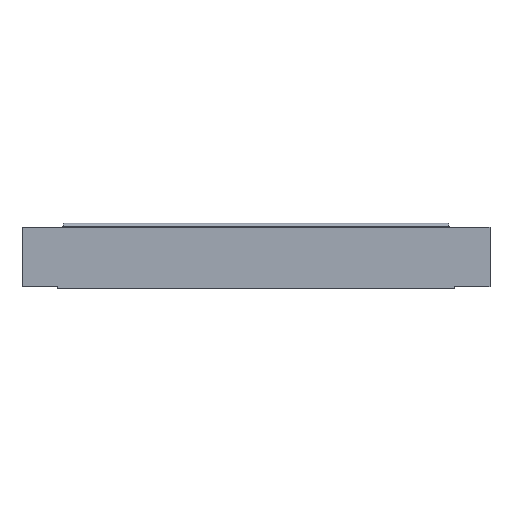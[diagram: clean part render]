
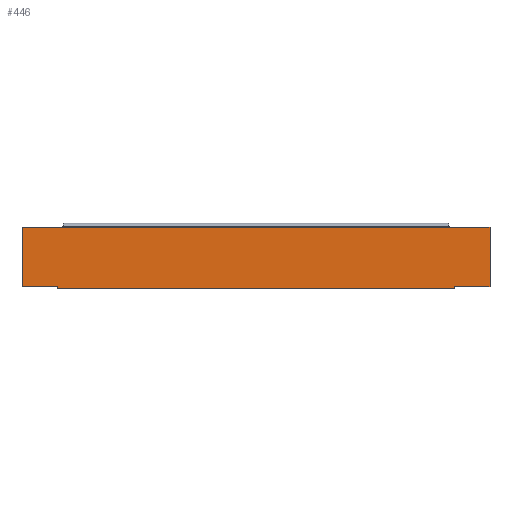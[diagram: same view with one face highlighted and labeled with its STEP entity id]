
A CAD part, top view. The second image highlights one B-rep face of the part: STEP entity #446.
In plain terms, the highlighted planar face has unit normal (0, 0, 1).
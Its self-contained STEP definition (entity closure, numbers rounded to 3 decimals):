
#3 = DIRECTION ( 'NONE',  ( 0., 1., 0. ) ) ;
#4 = EDGE_CURVE ( 'NONE', #833, #266, #425, .T. ) ;
#23 = EDGE_CURVE ( 'NONE', #243, #436, #61, .T. ) ;
#28 = ORIENTED_EDGE ( 'NONE', *, *, #687, .T. ) ;
#31 = CARTESIAN_POINT ( 'NONE',  ( 294., -3., 1. ) ) ;
#38 = VECTOR ( 'NONE', #327, 1000. ) ;
#39 = VERTEX_POINT ( 'NONE', #588 ) ;
#44 = CARTESIAN_POINT ( 'NONE',  ( 347.5, 88., 1. ) ) ;
#48 = CARTESIAN_POINT ( 'NONE',  ( 347.5, 0., 1. ) ) ;
#58 = CARTESIAN_POINT ( 'NONE',  ( -347.5, 0., 1. ) ) ;
#61 = LINE ( 'NONE', #645, #756 ) ;
#68 = CARTESIAN_POINT ( 'NONE',  ( -347.5, 0., 1. ) ) ;
#71 = CARTESIAN_POINT ( 'NONE',  ( -296., -1., 1. ) ) ;
#72 = VECTOR ( 'NONE', #609, 1000. ) ;
#82 = CIRCLE ( 'NONE', #110, 1. ) ;
#100 = CARTESIAN_POINT ( 'NONE',  ( 347.5, 0., 1. ) ) ;
#101 = EDGE_CURVE ( 'NONE', #680, #478, #515, .T. ) ;
#109 = CARTESIAN_POINT ( 'NONE',  ( 288.5, 90., 1. ) ) ;
#110 = AXIS2_PLACEMENT_3D ( 'NONE', #568, #161, #631 ) ;
#117 = VERTEX_POINT ( 'NONE', #325 ) ;
#124 = CARTESIAN_POINT ( 'NONE',  ( -288.5, 90., 1. ) ) ;
#129 = ORIENTED_EDGE ( 'NONE', *, *, #800, .T. ) ;
#140 = DIRECTION ( 'NONE',  ( -1., 0., 0. ) ) ;
#143 = EDGE_CURVE ( 'NONE', #573, #117, #293, .T. ) ;
#149 = LINE ( 'NONE', #322, #441 ) ;
#150 = VERTEX_POINT ( 'NONE', #801 ) ;
#151 = ORIENTED_EDGE ( 'NONE', *, *, #229, .T. ) ;
#152 = CARTESIAN_POINT ( 'NONE',  ( -296., 0., 1. ) ) ;
#154 = AXIS2_PLACEMENT_3D ( 'NONE', #700, #764, #368 ) ;
#157 = ORIENTED_EDGE ( 'NONE', *, *, #23, .F. ) ;
#161 = DIRECTION ( 'NONE',  ( 0., 0., -1. ) ) ;
#164 = DIRECTION ( 'NONE',  ( -1., 0., 0. ) ) ;
#168 = VERTEX_POINT ( 'NONE', #334 ) ;
#176 = LINE ( 'NONE', #199, #516 ) ;
#189 = ORIENTED_EDGE ( 'NONE', *, *, #143, .T. ) ;
#194 = DIRECTION ( 'NONE',  ( -1., 0., 0. ) ) ;
#198 = VECTOR ( 'NONE', #164, 1000. ) ;
#199 = CARTESIAN_POINT ( 'NONE',  ( -294., -3., 1. ) ) ;
#216 = ORIENTED_EDGE ( 'NONE', *, *, #448, .T. ) ;
#225 = ORIENTED_EDGE ( 'NONE', *, *, #855, .T. ) ;
#229 = EDGE_CURVE ( 'NONE', #680, #640, #433, .T. ) ;
#230 = CARTESIAN_POINT ( 'NONE',  ( -288.5, 88., 1. ) ) ;
#231 = AXIS2_PLACEMENT_3D ( 'NONE', #124, #600, #194 ) ;
#243 = VERTEX_POINT ( 'NONE', #812 ) ;
#244 = ORIENTED_EDGE ( 'NONE', *, *, #480, .T. ) ;
#254 = CARTESIAN_POINT ( 'NONE',  ( 347.5, 0., 1. ) ) ;
#257 = CARTESIAN_POINT ( 'NONE',  ( 288.5, 88., 1. ) ) ;
#265 = LINE ( 'NONE', #257, #804 ) ;
#266 = VERTEX_POINT ( 'NONE', #347 ) ;
#271 = EDGE_CURVE ( 'NONE', #117, #168, #749, .T. ) ;
#280 = ORIENTED_EDGE ( 'NONE', *, *, #736, .F. ) ;
#283 = AXIS2_PLACEMENT_3D ( 'NONE', #109, #513, #713 ) ;
#293 = CIRCLE ( 'NONE', #636, 1. ) ;
#298 = CARTESIAN_POINT ( 'NONE',  ( 296., 0., 1. ) ) ;
#299 = CARTESIAN_POINT ( 'NONE',  ( -294., -2., 1. ) ) ;
#313 = CARTESIAN_POINT ( 'NONE',  ( -295., -1., 1. ) ) ;
#320 = ORIENTED_EDGE ( 'NONE', *, *, #782, .F. ) ;
#322 = CARTESIAN_POINT ( 'NONE',  ( 347.5, 89., 1. ) ) ;
#323 = DIRECTION ( 'NONE',  ( -1., 0., 0. ) ) ;
#325 = CARTESIAN_POINT ( 'NONE',  ( 295., -2., 1. ) ) ;
#327 = DIRECTION ( 'NONE',  ( 0., 1., 0. ) ) ;
#334 = CARTESIAN_POINT ( 'NONE',  ( 295., -1., 1. ) ) ;
#337 = AXIS2_PLACEMENT_3D ( 'NONE', #299, #773, #371 ) ;
#338 = CARTESIAN_POINT ( 'NONE',  ( 347.5, 0., 1. ) ) ;
#347 = CARTESIAN_POINT ( 'NONE',  ( 286.768, 89., 1. ) ) ;
#359 = CARTESIAN_POINT ( 'NONE',  ( -286.768, 89., 1. ) ) ;
#368 = DIRECTION ( 'NONE',  ( 1., 0., 0. ) ) ;
#371 = DIRECTION ( 'NONE',  ( 1., 0., 0. ) ) ;
#375 = VERTEX_POINT ( 'NONE', #152 ) ;
#393 = VERTEX_POINT ( 'NONE', #359 ) ;
#394 = ORIENTED_EDGE ( 'NONE', *, *, #702, .T. ) ;
#398 = CARTESIAN_POINT ( 'NONE',  ( 294., -2., 1. ) ) ;
#402 = CIRCLE ( 'NONE', #337, 1. ) ;
#425 = CIRCLE ( 'NONE', #283, 2. ) ;
#426 = LINE ( 'NONE', #733, #739 ) ;
#430 = PLANE ( 'NONE',  #154 ) ;
#433 = LINE ( 'NONE', #338, #72 ) ;
#434 = ORIENTED_EDGE ( 'NONE', *, *, #101, .F. ) ;
#436 = VERTEX_POINT ( 'NONE', #230 ) ;
#441 = VECTOR ( 'NONE', #596, 1000. ) ;
#446 = ADVANCED_FACE ( 'NONE', ( #602 ), #430, .T. ) ;
#448 = EDGE_CURVE ( 'NONE', #168, #478, #82, .T. ) ;
#462 = DIRECTION ( 'NONE',  ( 1., 0., 0. ) ) ;
#478 = VERTEX_POINT ( 'NONE', #298 ) ;
#480 = EDGE_CURVE ( 'NONE', #150, #39, #402, .T. ) ;
#481 = CARTESIAN_POINT ( 'NONE',  ( 295., -1., 1. ) ) ;
#486 = ORIENTED_EDGE ( 'NONE', *, *, #763, .T. ) ;
#502 = EDGE_CURVE ( 'NONE', #375, #843, #755, .T. ) ;
#513 = DIRECTION ( 'NONE',  ( 0., 0., -1. ) ) ;
#515 = LINE ( 'NONE', #254, #851 ) ;
#516 = VECTOR ( 'NONE', #741, 1000. ) ;
#549 = DIRECTION ( 'NONE',  ( 0., 0., -1. ) ) ;
#563 = LINE ( 'NONE', #58, #38 ) ;
#568 = CARTESIAN_POINT ( 'NONE',  ( 296., -1., 1. ) ) ;
#571 = VECTOR ( 'NONE', #3, 1000. ) ;
#573 = VERTEX_POINT ( 'NONE', #31 ) ;
#581 = CIRCLE ( 'NONE', #231, 2. ) ;
#588 = CARTESIAN_POINT ( 'NONE',  ( -294., -3., 1. ) ) ;
#593 = AXIS2_PLACEMENT_3D ( 'NONE', #71, #549, #140 ) ;
#596 = DIRECTION ( 'NONE',  ( -1., 0., 0. ) ) ;
#600 = DIRECTION ( 'NONE',  ( 0., 0., 1. ) ) ;
#602 = FACE_OUTER_BOUND ( 'NONE', #633, .T. ) ;
#609 = DIRECTION ( 'NONE',  ( 0., 1., 0. ) ) ;
#616 = ORIENTED_EDGE ( 'NONE', *, *, #4, .T. ) ;
#625 = VERTEX_POINT ( 'NONE', #313 ) ;
#631 = DIRECTION ( 'NONE',  ( 1., 0., 0. ) ) ;
#633 = EDGE_LOOP ( 'NONE', ( #151, #394, #616, #28, #280, #157, #320, #881, #225, #486, #244, #129, #189, #668, #216, #434 ) ) ;
#636 = AXIS2_PLACEMENT_3D ( 'NONE', #398, #870, #462 ) ;
#640 = VERTEX_POINT ( 'NONE', #44 ) ;
#645 = CARTESIAN_POINT ( 'NONE',  ( -288.5, 88., 1. ) ) ;
#651 = CIRCLE ( 'NONE', #593, 1. ) ;
#666 = DIRECTION ( 'NONE',  ( 0., -1., 0. ) ) ;
#668 = ORIENTED_EDGE ( 'NONE', *, *, #271, .T. ) ;
#680 = VERTEX_POINT ( 'NONE', #48 ) ;
#687 = EDGE_CURVE ( 'NONE', #266, #393, #149, .T. ) ;
#700 = CARTESIAN_POINT ( 'NONE',  ( 347.5, 0., 1. ) ) ;
#702 = EDGE_CURVE ( 'NONE', #640, #833, #265, .T. ) ;
#713 = DIRECTION ( 'NONE',  ( 1., 0., 0. ) ) ;
#733 = CARTESIAN_POINT ( 'NONE',  ( -295., -1., 1. ) ) ;
#736 = EDGE_CURVE ( 'NONE', #436, #393, #581, .T. ) ;
#739 = VECTOR ( 'NONE', #666, 1000. ) ;
#741 = DIRECTION ( 'NONE',  ( 1., 0., 0. ) ) ;
#749 = LINE ( 'NONE', #481, #571 ) ;
#755 = LINE ( 'NONE', #100, #198 ) ;
#756 = VECTOR ( 'NONE', #786, 1000. ) ;
#763 = EDGE_CURVE ( 'NONE', #625, #150, #426, .T. ) ;
#764 = DIRECTION ( 'NONE',  ( 0., 0., 1. ) ) ;
#773 = DIRECTION ( 'NONE',  ( 0., 0., 1. ) ) ;
#782 = EDGE_CURVE ( 'NONE', #843, #243, #563, .T. ) ;
#786 = DIRECTION ( 'NONE',  ( 1., 0., 0. ) ) ;
#798 = DIRECTION ( 'NONE',  ( -1., 0., 0. ) ) ;
#800 = EDGE_CURVE ( 'NONE', #39, #573, #176, .T. ) ;
#801 = CARTESIAN_POINT ( 'NONE',  ( -295., -2., 1. ) ) ;
#804 = VECTOR ( 'NONE', #798, 1000. ) ;
#812 = CARTESIAN_POINT ( 'NONE',  ( -347.5, 88., 1. ) ) ;
#833 = VERTEX_POINT ( 'NONE', #876 ) ;
#843 = VERTEX_POINT ( 'NONE', #68 ) ;
#851 = VECTOR ( 'NONE', #323, 1000. ) ;
#855 = EDGE_CURVE ( 'NONE', #375, #625, #651, .T. ) ;
#870 = DIRECTION ( 'NONE',  ( 0., 0., 1. ) ) ;
#876 = CARTESIAN_POINT ( 'NONE',  ( 288.5, 88., 1. ) ) ;
#881 = ORIENTED_EDGE ( 'NONE', *, *, #502, .F. ) ;
